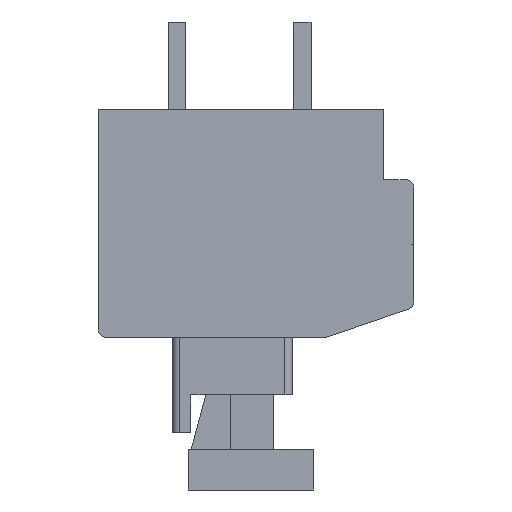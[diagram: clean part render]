
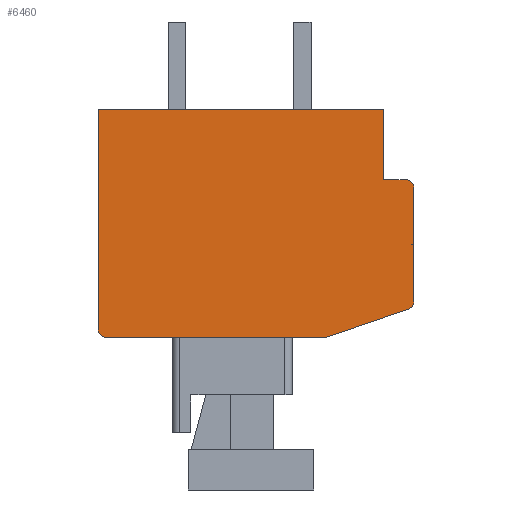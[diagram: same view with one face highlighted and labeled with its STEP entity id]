
A CAD part, front view. The second image highlights one B-rep face of the part: STEP entity #6460.
In plain terms, the highlighted planar face has unit normal (0, -1, 0).
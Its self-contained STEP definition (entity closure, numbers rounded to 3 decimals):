
#1=CARTESIAN_POINT('',(6.,-42.8,-3.136));
#2=DIRECTION('',(0.,-1.,0.));
#3=DIRECTION('',(0.324,0.,-0.946));
#4=AXIS2_PLACEMENT_3D('',#1,#2,#3);
#6=DIRECTION('',(-0.946,0.,-0.324));
#7=VECTOR('',#6,3.486);
#8=CARTESIAN_POINT('',(6.097,-42.8,-3.419));
#9=LINE('',#8,#7);
#10=DIRECTION('',(-1.,0.,0.));
#11=VECTOR('',#10,8.8);
#12=CARTESIAN_POINT('',(2.8,-42.8,-4.55));
#13=LINE('',#12,#11);
#14=CARTESIAN_POINT('',(-6.,-42.8,-4.25));
#15=DIRECTION('',(0.,-1.,0.));
#16=DIRECTION('',(-1.,0.,0.));
#17=AXIS2_PLACEMENT_3D('',#14,#15,#16);
#19=DIRECTION('',(0.,0.,1.));
#20=VECTOR('',#19,8.8);
#21=CARTESIAN_POINT('',(-6.3,-42.8,-4.25));
#22=LINE('',#21,#20);
#23=DIRECTION('',(1.,0.,0.));
#24=VECTOR('',#23,11.4);
#25=CARTESIAN_POINT('',(-6.3,-42.8,4.55));
#26=LINE('',#25,#24);
#27=DIRECTION('',(0.,0.,-1.));
#28=VECTOR('',#27,2.8);
#29=CARTESIAN_POINT('',(5.1,-42.8,4.55));
#30=LINE('',#29,#28);
#31=DIRECTION('',(1.,0.,0.));
#32=VECTOR('',#31,0.9);
#33=CARTESIAN_POINT('',(5.1,-42.8,1.75));
#34=LINE('',#33,#32);
#35=CARTESIAN_POINT('',(6.,-42.8,1.45));
#36=DIRECTION('',(0.,-1.,0.));
#37=DIRECTION('',(1.,0.,0.));
#38=AXIS2_PLACEMENT_3D('',#35,#36,#37);
#40=DIRECTION('',(0.,0.,-1.));
#41=VECTOR('',#40,4.586);
#42=CARTESIAN_POINT('',(6.3,-42.8,1.45));
#43=LINE('',#42,#41);
#4921=CARTESIAN_POINT('',(-6.3,-42.8,4.55));
#4922=CARTESIAN_POINT('',(5.1,-42.8,4.55));
#4923=VERTEX_POINT('',#4921);
#4924=VERTEX_POINT('',#4922);
#4925=CARTESIAN_POINT('',(5.1,-42.8,1.75));
#4926=VERTEX_POINT('',#4925);
#4927=CARTESIAN_POINT('',(6.097,-42.8,-3.419));
#4928=CARTESIAN_POINT('',(6.3,-42.8,-3.136));
#4929=VERTEX_POINT('',#4927);
#4930=VERTEX_POINT('',#4928);
#4931=CARTESIAN_POINT('',(6.3,-42.8,1.45));
#4932=CARTESIAN_POINT('',(6.,-42.8,1.75));
#4933=VERTEX_POINT('',#4931);
#4934=VERTEX_POINT('',#4932);
#4935=CARTESIAN_POINT('',(-6.3,-42.8,-4.25));
#4936=CARTESIAN_POINT('',(-6.,-42.8,-4.55));
#4937=VERTEX_POINT('',#4935);
#4938=VERTEX_POINT('',#4936);
#4939=CARTESIAN_POINT('',(2.8,-42.8,-4.55));
#4940=VERTEX_POINT('',#4939);
#6433=CARTESIAN_POINT('',(0.,-42.8,0.));
#6434=DIRECTION('',(0.,1.,0.));
#6435=DIRECTION('',(1.,0.,0.));
#6436=AXIS2_PLACEMENT_3D('',#6433,#6434,#6435);
#6437=PLANE('',#6436);
#6439=ORIENTED_EDGE('',*,*,#6438,.F.);
#6441=ORIENTED_EDGE('',*,*,#6440,.T.);
#6443=ORIENTED_EDGE('',*,*,#6442,.T.);
#6445=ORIENTED_EDGE('',*,*,#6444,.F.);
#6447=ORIENTED_EDGE('',*,*,#6446,.T.);
#6449=ORIENTED_EDGE('',*,*,#6448,.T.);
#6451=ORIENTED_EDGE('',*,*,#6450,.T.);
#6453=ORIENTED_EDGE('',*,*,#6452,.T.);
#6455=ORIENTED_EDGE('',*,*,#6454,.F.);
#6457=ORIENTED_EDGE('',*,*,#6456,.T.);
#6458=EDGE_LOOP('',(#6439,#6441,#6443,#6445,#6447,#6449,#6451,#6453,#6455,
#6457));
#6459=FACE_OUTER_BOUND('',#6458,.F.);
#6460=ADVANCED_FACE('',(#6459),#6437,.F.);
#5=CIRCLE('',#4,0.3);
#18=CIRCLE('',#17,0.3);
#39=CIRCLE('',#38,0.3);
#6438=EDGE_CURVE('',#4929,#4930,#5,.T.);
#6440=EDGE_CURVE('',#4929,#4940,#9,.T.);
#6442=EDGE_CURVE('',#4940,#4938,#13,.T.);
#6444=EDGE_CURVE('',#4937,#4938,#18,.T.);
#6446=EDGE_CURVE('',#4937,#4923,#22,.T.);
#6448=EDGE_CURVE('',#4923,#4924,#26,.T.);
#6450=EDGE_CURVE('',#4924,#4926,#30,.T.);
#6452=EDGE_CURVE('',#4926,#4934,#34,.T.);
#6454=EDGE_CURVE('',#4933,#4934,#39,.T.);
#6456=EDGE_CURVE('',#4933,#4930,#43,.T.);
